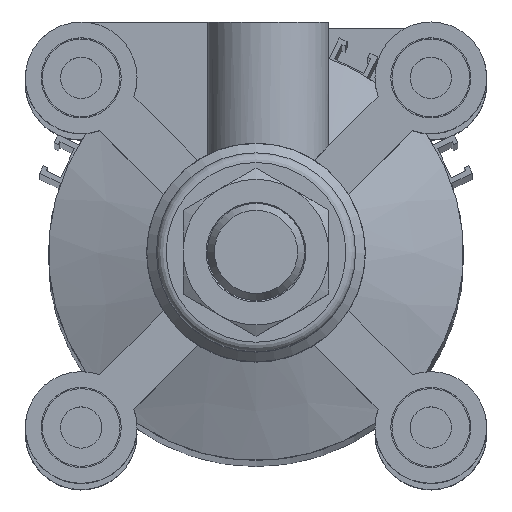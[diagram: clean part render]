
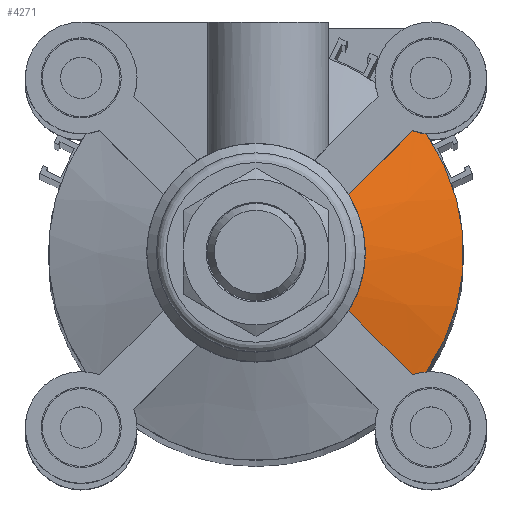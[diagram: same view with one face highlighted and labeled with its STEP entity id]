
A CAD part, top view. The second image highlights one B-rep face of the part: STEP entity #4271.
In plain terms, the highlighted conical face has half-angle 70 degrees and reference radius 32.625 mm.
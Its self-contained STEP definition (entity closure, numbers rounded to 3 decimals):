
#22=(
BOUNDED_CURVE()
B_SPLINE_CURVE(2,(#6911,#6912,#6913),.UNSPECIFIED.,.F.,.F.)
B_SPLINE_CURVE_WITH_KNOTS((3,3),(0.,1.978),.UNSPECIFIED.)
CURVE()
GEOMETRIC_REPRESENTATION_ITEM()
RATIONAL_B_SPLINE_CURVE((1.,1.046,1.))
REPRESENTATION_ITEM('')
);
#24=(
BOUNDED_CURVE()
B_SPLINE_CURVE(2,(#6946,#6947,#6948),.UNSPECIFIED.,.F.,.F.)
B_SPLINE_CURVE_WITH_KNOTS((3,3),(0.,1.978),.UNSPECIFIED.)
CURVE()
GEOMETRIC_REPRESENTATION_ITEM()
RATIONAL_B_SPLINE_CURVE((1.,1.046,1.))
REPRESENTATION_ITEM('')
);
#64=B_SPLINE_CURVE_WITH_KNOTS('',3,(#6906,#6907,#6908,#6909),
 .UNSPECIFIED.,.F.,.F.,(4,4),(0.,0.003),
 .UNSPECIFIED.);
#65=B_SPLINE_CURVE_WITH_KNOTS('',3,(#6950,#6951,#6952,#6953),
 .UNSPECIFIED.,.F.,.F.,(4,4),(0.,0.003),
 .UNSPECIFIED.);
#79=CONICAL_SURFACE('',#4674,32.625,1.222);
#282=CIRCLE('',#4651,22.5);
#293=CIRCLE('',#4672,42.75);
#1062=ORIENTED_EDGE('',*,*,#1940,.T.);
#1063=ORIENTED_EDGE('',*,*,#1911,.F.);
#1064=ORIENTED_EDGE('',*,*,#1926,.T.);
#1065=ORIENTED_EDGE('',*,*,#1925,.T.);
#1066=ORIENTED_EDGE('',*,*,#1938,.T.);
#1067=ORIENTED_EDGE('',*,*,#1941,.T.);
#1911=EDGE_CURVE('',#2408,#2409,#282,.T.);
#1925=EDGE_CURVE('',#2415,#2422,#64,.T.);
#1926=EDGE_CURVE('',#2408,#2415,#22,.T.);
#1938=EDGE_CURVE('',#2422,#2431,#293,.T.);
#1940=EDGE_CURVE('',#2432,#2409,#24,.T.);
#1941=EDGE_CURVE('',#2431,#2432,#65,.T.);
#2408=VERTEX_POINT('',#6860);
#2409=VERTEX_POINT('',#6862);
#2415=VERTEX_POINT('',#6889);
#2422=VERTEX_POINT('',#6905);
#2431=VERTEX_POINT('',#6942);
#2432=VERTEX_POINT('',#6949);
#3424=EDGE_LOOP('',(#1062,#1063,#1064,#1065,#1066,#1067));
#3782=FACE_BOUND('',#3424,.T.);
#4271=ADVANCED_FACE('',(#3782),#79,.T.);
#4651=AXIS2_PLACEMENT_3D('',#6861,#5540,#5541);
#4672=AXIS2_PLACEMENT_3D('',#6943,#5593,#5594);
#4674=AXIS2_PLACEMENT_3D('',#6945,#5597,#5598);
#5540=DIRECTION('',(0.,1.,0.));
#5541=DIRECTION('',(-1.,0.,0.));
#5593=DIRECTION('',(0.,1.,0.));
#5594=DIRECTION('',(-1.,0.,0.));
#5597=DIRECTION('',(0.,-1.,0.));
#5598=DIRECTION('',(-1.,0.,0.));
#6860=CARTESIAN_POINT('',(-11.977,15.87,19.048));
#6861=CARTESIAN_POINT('',(0.,15.87,0.));
#6862=CARTESIAN_POINT('',(11.977,15.87,19.048));
#6889=CARTESIAN_POINT('',(-25.142,9.187,32.213));
#6905=CARTESIAN_POINT('',(-24.543,8.5,35.003));
#6906=CARTESIAN_POINT('',(-25.142,9.187,32.213));
#6907=CARTESIAN_POINT('',(-24.823,8.996,33.126));
#6908=CARTESIAN_POINT('',(-24.626,8.765,34.056));
#6909=CARTESIAN_POINT('',(-24.543,8.5,35.003));
#6911=CARTESIAN_POINT('',(-11.977,15.87,19.048));
#6912=CARTESIAN_POINT('',(-16.651,13.524,23.723));
#6913=CARTESIAN_POINT('',(-25.142,9.187,32.213));
#6942=CARTESIAN_POINT('',(24.543,8.5,35.003));
#6943=CARTESIAN_POINT('',(0.,8.5,0.));
#6945=CARTESIAN_POINT('',(0.,12.185,0.));
#6946=CARTESIAN_POINT('',(25.142,9.187,32.213));
#6947=CARTESIAN_POINT('',(16.651,13.524,23.723));
#6948=CARTESIAN_POINT('',(11.977,15.87,19.048));
#6949=CARTESIAN_POINT('',(25.142,9.187,32.213));
#6950=CARTESIAN_POINT('',(24.543,8.5,35.003));
#6951=CARTESIAN_POINT('',(24.626,8.765,34.056));
#6952=CARTESIAN_POINT('',(24.823,8.996,33.126));
#6953=CARTESIAN_POINT('',(25.142,9.187,32.213));
